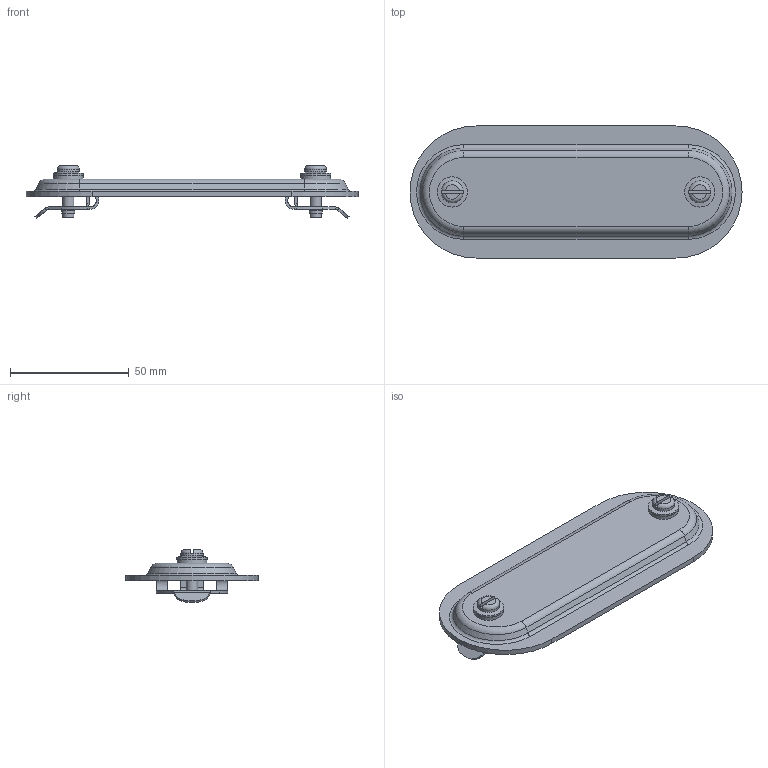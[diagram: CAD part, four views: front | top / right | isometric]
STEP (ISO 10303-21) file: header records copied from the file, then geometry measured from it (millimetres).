
FILE_DESCRIPTION(/* description */ (''),/* implementation_level */ '2;1');
FILE_NAME(/* name */ '470SA.stp',/* time_stamp */ '2019-10-09T22:01:33+06:00',/* author */ ('mashraf'),/* organization */ (''),/* preprocessor_version */ 'ST-DEVELOPER v16.13',/* originating_system */ 'Autodesk Inventor 2018',/* authorisation */ '');
FILE_SCHEMA (('AUTOMOTIVE_DESIGN { 1 0 10303 214 3 1 1 }'));
Length unit declared in the file: inch
Products named in the file (4): 470SA; 17691; 18038; SEE NX 17952.PRT
Assembly tree (5 placements, depth 2):
  470SA
    17691
    18038  x2
    SEE NX 17952.PRT  x2
Bounding box: 139.7 x 55.56 x 22.3 mm (x, y, z)
Volume: 20998.7 mm3; surface area: 22174.1 mm2
Topology: 9 solids, 9 shells, 220 faces, 536 edges, 328 vertices
Faces by surface type: plane 86, cylinder 74, bspline 36, cone 12, torus 12
Full cylindrical faces by diameter (mm): 3.734 x2, 4.318 x2, 4.826 x2, 5.08 x2, 5.556 x2, 5.588 x2, 9.271 x2, 12.446 x2, 12.7 x2
Entity records: 3984 total; most frequent: CARTESIAN_POINT 1098, ORIENTED_EDGE 564, DIRECTION 550, EDGE_CURVE 282, AXIS2_PLACEMENT_3D 210, VERTEX_POINT 182, EDGE_LOOP 152, LINE 130
